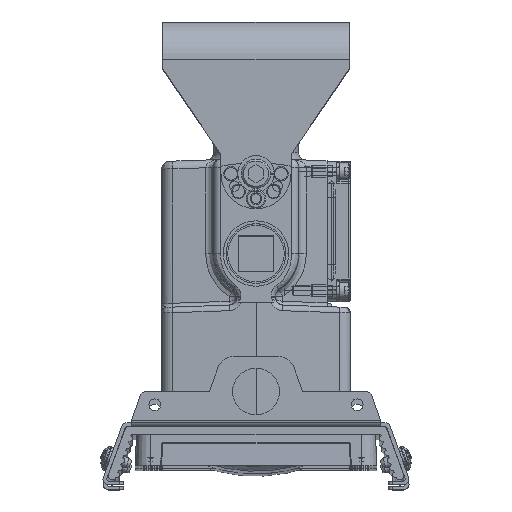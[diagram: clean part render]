
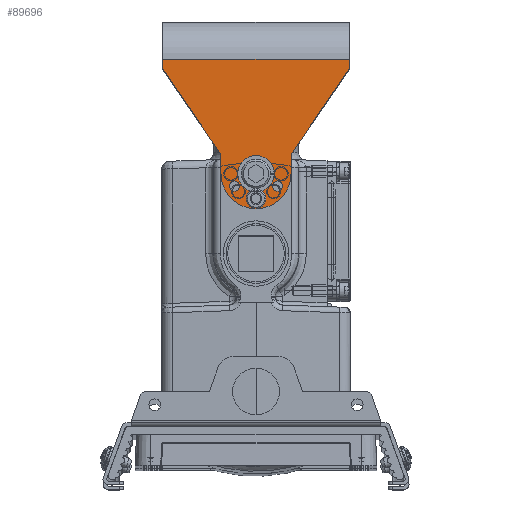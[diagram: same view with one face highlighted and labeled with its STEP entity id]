
A CAD part, top view. The second image highlights one B-rep face of the part: STEP entity #89696.
In plain terms, the highlighted planar face has unit normal (0, 0, 1).
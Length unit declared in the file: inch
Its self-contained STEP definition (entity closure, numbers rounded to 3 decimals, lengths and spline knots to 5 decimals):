
#88569=CARTESIAN_POINT('',(0.,-2.437,4.152));
#88570=DIRECTION('',(0.,0.,1.));
#88571=DIRECTION('',(-1.,0.,0.));
#88572=AXIS2_PLACEMENT_3D('',#88569,#88570,#88571);
#88574=DIRECTION('',(0.,1.,0.));
#88575=VECTOR('',#88574,0.3139);
#88576=CARTESIAN_POINT('',(-0.5625,-2.437,4.152));
#88577=LINE('',#88576,#88575);
#88578=DIRECTION('',(-0.564,0.826,0.));
#88579=VECTOR('',#88578,1.66262);
#88580=CARTESIAN_POINT('',(-0.5625,-2.1231,4.152));
#88581=LINE('',#88580,#88579);
#88582=DIRECTION('',(-1.,0.,0.));
#88583=VECTOR('',#88582,3.);
#88584=CARTESIAN_POINT('',(1.5,-0.5995,4.152));
#88585=LINE('',#88584,#88583);
#88586=DIRECTION('',(-0.564,-0.826,0.));
#88587=VECTOR('',#88586,1.66262);
#88588=CARTESIAN_POINT('',(1.5,-0.75,4.152));
#88589=LINE('',#88588,#88587);
#88590=DIRECTION('',(0.,-1.,0.));
#88591=VECTOR('',#88590,0.3139);
#88592=CARTESIAN_POINT('',(0.5625,-2.1231,4.152));
#88593=LINE('',#88592,#88591);
#88594=CARTESIAN_POINT('',(0.,-2.437,4.152));
#88595=DIRECTION('',(0.,0.,1.));
#88596=DIRECTION('',(1.,0.,0.));
#88597=AXIS2_PLACEMENT_3D('',#88594,#88595,#88596);
#88599=CARTESIAN_POINT('',(0.,-2.437,4.152));
#88600=DIRECTION('',(0.,0.,1.));
#88601=DIRECTION('',(-1.,0.,0.));
#88602=AXIS2_PLACEMENT_3D('',#88599,#88600,#88601);
#88604=CARTESIAN_POINT('',(-0.34641,-2.637,4.152));
#88605=DIRECTION('',(0.,0.,1.));
#88606=DIRECTION('',(1.,0.,0.));
#88607=AXIS2_PLACEMENT_3D('',#88604,#88605,#88606);
#88609=CARTESIAN_POINT('',(-0.34641,-2.637,4.152));
#88610=DIRECTION('',(0.,0.,1.));
#88611=DIRECTION('',(-1.,0.,0.));
#88612=AXIS2_PLACEMENT_3D('',#88609,#88610,#88611);
#88614=CARTESIAN_POINT('',(0.,-2.837,4.152));
#88615=DIRECTION('',(0.,0.,1.));
#88616=DIRECTION('',(1.,0.,0.));
#88617=AXIS2_PLACEMENT_3D('',#88614,#88615,#88616);
#88619=CARTESIAN_POINT('',(0.,-2.837,4.152));
#88620=DIRECTION('',(0.,0.,1.));
#88621=DIRECTION('',(-1.,0.,0.));
#88622=AXIS2_PLACEMENT_3D('',#88619,#88620,#88621);
#88624=CARTESIAN_POINT('',(0.34641,-2.637,4.152));
#88625=DIRECTION('',(0.,0.,1.));
#88626=DIRECTION('',(1.,0.,0.));
#88627=AXIS2_PLACEMENT_3D('',#88624,#88625,#88626);
#88629=CARTESIAN_POINT('',(0.34641,-2.637,4.152));
#88630=DIRECTION('',(0.,0.,1.));
#88631=DIRECTION('',(-1.,0.,0.));
#88632=AXIS2_PLACEMENT_3D('',#88629,#88630,#88631);
#88646=DIRECTION('',(0.,-1.,0.));
#88647=VECTOR('',#88646,0.1505);
#88648=CARTESIAN_POINT('',(1.5,-0.5995,4.152));
#88649=LINE('',#88648,#88647);
#88686=DIRECTION('',(0.,-1.,0.));
#88687=VECTOR('',#88686,0.1505);
#88688=CARTESIAN_POINT('',(-1.5,-0.5995,4.152));
#88689=LINE('',#88688,#88687);
#89409=CARTESIAN_POINT('',(-0.5625,-2.437,4.152));
#89410=CARTESIAN_POINT('',(0.5625,-2.437,4.152));
#89411=VERTEX_POINT('',#89409);
#89412=VERTEX_POINT('',#89410);
#89413=CARTESIAN_POINT('',(-1.5,-0.5995,4.152));
#89414=CARTESIAN_POINT('',(-1.5,-0.75,4.152));
#89415=VERTEX_POINT('',#89413);
#89416=VERTEX_POINT('',#89414);
#89417=CARTESIAN_POINT('',(0.164,-2.437,4.152));
#89418=CARTESIAN_POINT('',(-0.164,-2.437,4.152));
#89419=VERTEX_POINT('',#89417);
#89420=VERTEX_POINT('',#89418);
#89421=CARTESIAN_POINT('',(-0.26691,-2.637,4.152));
#89422=CARTESIAN_POINT('',(-0.42591,-2.637,4.152));
#89423=VERTEX_POINT('',#89421);
#89424=VERTEX_POINT('',#89422);
#89425=CARTESIAN_POINT('',(0.0795,-2.837,4.152));
#89426=CARTESIAN_POINT('',(-0.0795,-2.837,4.152));
#89427=VERTEX_POINT('',#89425);
#89428=VERTEX_POINT('',#89426);
#89429=CARTESIAN_POINT('',(0.42591,-2.637,4.152));
#89430=CARTESIAN_POINT('',(0.26691,-2.637,4.152));
#89431=VERTEX_POINT('',#89429);
#89432=VERTEX_POINT('',#89430);
#89573=CARTESIAN_POINT('',(1.5,-0.5995,4.152));
#89574=VERTEX_POINT('',#89573);
#89575=CARTESIAN_POINT('',(1.5,-0.75,4.152));
#89576=VERTEX_POINT('',#89575);
#89637=CARTESIAN_POINT('',(-0.5625,-2.1231,4.152));
#89638=VERTEX_POINT('',#89637);
#89639=CARTESIAN_POINT('',(0.5625,-2.1231,4.152));
#89640=VERTEX_POINT('',#89639);
#89649=CARTESIAN_POINT('',(-1.5,0.,4.152));
#89650=DIRECTION('',(0.,0.,1.));
#89651=DIRECTION('',(0.,-1.,0.));
#89652=AXIS2_PLACEMENT_3D('',#89649,#89650,#89651);
#89653=PLANE('',#89652);
#89655=ORIENTED_EDGE('',*,*,#89654,.F.);
#89657=ORIENTED_EDGE('',*,*,#89656,.T.);
#89659=ORIENTED_EDGE('',*,*,#89658,.T.);
#89661=ORIENTED_EDGE('',*,*,#89660,.F.);
#89663=ORIENTED_EDGE('',*,*,#89662,.F.);
#89665=ORIENTED_EDGE('',*,*,#89664,.T.);
#89667=ORIENTED_EDGE('',*,*,#89666,.T.);
#89669=ORIENTED_EDGE('',*,*,#89668,.T.);
#89670=EDGE_LOOP('',(#89655,#89657,#89659,#89661,#89663,#89665,#89667,#89669));
#89671=FACE_OUTER_BOUND('',#89670,.F.);
#89673=ORIENTED_EDGE('',*,*,#89672,.T.);
#89675=ORIENTED_EDGE('',*,*,#89674,.T.);
#89676=EDGE_LOOP('',(#89673,#89675));
#89677=FACE_BOUND('',#89676,.F.);
#89679=ORIENTED_EDGE('',*,*,#89678,.T.);
#89681=ORIENTED_EDGE('',*,*,#89680,.T.);
#89682=EDGE_LOOP('',(#89679,#89681));
#89683=FACE_BOUND('',#89682,.F.);
#89685=ORIENTED_EDGE('',*,*,#89684,.T.);
#89687=ORIENTED_EDGE('',*,*,#89686,.T.);
#89688=EDGE_LOOP('',(#89685,#89687));
#89689=FACE_BOUND('',#89688,.F.);
#89691=ORIENTED_EDGE('',*,*,#89690,.T.);
#89693=ORIENTED_EDGE('',*,*,#89692,.T.);
#89694=EDGE_LOOP('',(#89691,#89693));
#89695=FACE_BOUND('',#89694,.F.);
#89696=ADVANCED_FACE('',(#89671,#89677,#89683,#89689,#89695),#89653,.T.);
#88573=CIRCLE('',#88572,0.5625);
#88598=CIRCLE('',#88597,0.164);
#88603=CIRCLE('',#88602,0.164);
#88608=CIRCLE('',#88607,0.0795);
#88613=CIRCLE('',#88612,0.0795);
#88618=CIRCLE('',#88617,0.0795);
#88623=CIRCLE('',#88622,0.0795);
#88628=CIRCLE('',#88627,0.0795);
#88633=CIRCLE('',#88632,0.0795);
#89654=EDGE_CURVE('',#89411,#89412,#88573,.T.);
#89656=EDGE_CURVE('',#89411,#89638,#88577,.T.);
#89658=EDGE_CURVE('',#89638,#89416,#88581,.T.);
#89660=EDGE_CURVE('',#89415,#89416,#88689,.T.);
#89662=EDGE_CURVE('',#89574,#89415,#88585,.T.);
#89664=EDGE_CURVE('',#89574,#89576,#88649,.T.);
#89666=EDGE_CURVE('',#89576,#89640,#88589,.T.);
#89668=EDGE_CURVE('',#89640,#89412,#88593,.T.);
#89672=EDGE_CURVE('',#89419,#89420,#88598,.T.);
#89674=EDGE_CURVE('',#89420,#89419,#88603,.T.);
#89678=EDGE_CURVE('',#89423,#89424,#88608,.T.);
#89680=EDGE_CURVE('',#89424,#89423,#88613,.T.);
#89684=EDGE_CURVE('',#89427,#89428,#88618,.T.);
#89686=EDGE_CURVE('',#89428,#89427,#88623,.T.);
#89690=EDGE_CURVE('',#89431,#89432,#88628,.T.);
#89692=EDGE_CURVE('',#89432,#89431,#88633,.T.);
